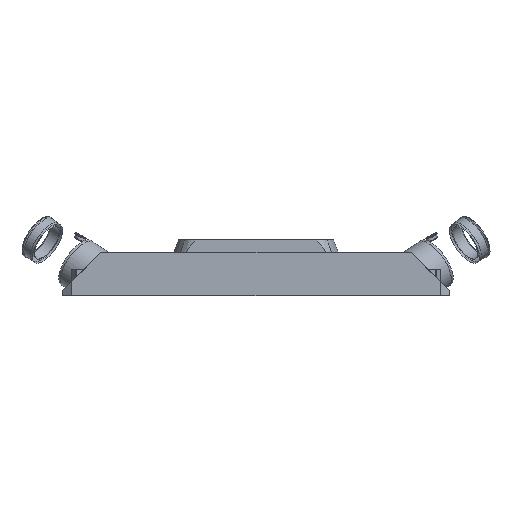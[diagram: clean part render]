
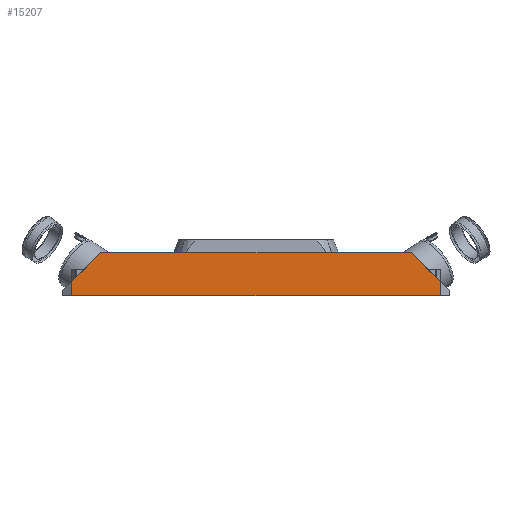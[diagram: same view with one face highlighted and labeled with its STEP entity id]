
A CAD part, front view. The second image highlights one B-rep face of the part: STEP entity #15207.
In plain terms, the highlighted planar face has unit normal (0, -1, 0).
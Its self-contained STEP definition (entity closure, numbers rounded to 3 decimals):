
#646=PLANE('',#16122);
#1489=LINE('',#19489,#2733);
#1512=LINE('',#19565,#2756);
#2087=LINE('',#22798,#3331);
#2088=LINE('',#22802,#3332);
#2193=LINE('',#24227,#3437);
#2709=LINE('',#33270,#3953);
#2714=LINE('',#33339,#3958);
#2723=LINE('',#33913,#3967);
#2733=VECTOR('',#16220,10.);
#2756=VECTOR('',#16267,10.);
#3331=VECTOR('',#17736,10.);
#3332=VECTOR('',#17743,10.);
#3437=VECTOR('',#17990,10.);
#3953=VECTOR('',#19092,10.);
#3958=VECTOR('',#19103,10.);
#3967=VECTOR('',#19152,10.);
#4877=FACE_OUTER_BOUND('',#5723,.T.);
#5723=EDGE_LOOP('',(#14343,#14344,#14345,#14346,#14347,#14348,#14349,#14350));
#6074=VERTEX_POINT('',#19486);
#6075=VERTEX_POINT('',#19488);
#6107=VERTEX_POINT('',#19562);
#6108=VERTEX_POINT('',#19564);
#6747=VERTEX_POINT('',#22419);
#6749=VERTEX_POINT('',#22478);
#6870=VERTEX_POINT('',#24224);
#6871=VERTEX_POINT('',#24226);
#7584=EDGE_CURVE('',#6075,#6074,#1489,.T.);
#7619=EDGE_CURVE('',#6107,#6108,#1512,.T.);
#8544=EDGE_CURVE('',#6747,#6749,#2087,.T.);
#8546=EDGE_CURVE('',#6074,#6747,#2088,.T.);
#8702=EDGE_CURVE('',#6870,#6871,#2193,.F.);
#9783=EDGE_CURVE('',#6749,#6108,#2709,.T.);
#9789=EDGE_CURVE('',#6871,#6107,#2714,.T.);
#9814=EDGE_CURVE('',#6870,#6075,#2723,.T.);
#14343=ORIENTED_EDGE('',*,*,#8546,.T.);
#14344=ORIENTED_EDGE('',*,*,#8544,.T.);
#14345=ORIENTED_EDGE('',*,*,#9783,.T.);
#14346=ORIENTED_EDGE('',*,*,#7619,.F.);
#14347=ORIENTED_EDGE('',*,*,#9789,.F.);
#14348=ORIENTED_EDGE('',*,*,#8702,.F.);
#14349=ORIENTED_EDGE('',*,*,#9814,.T.);
#14350=ORIENTED_EDGE('',*,*,#7584,.T.);
#15207=ADVANCED_FACE('',(#4877),#646,.T.);
#16122=AXIS2_PLACEMENT_3D('',#33914,#19153,#19154);
#16220=DIRECTION('',(-0.707,0.,0.707));
#16267=DIRECTION('',(0.707,0.,0.707));
#17736=DIRECTION('',(-1.,0.,0.));
#17743=DIRECTION('',(-1.,0.,0.));
#17990=DIRECTION('',(1.,0.,0.));
#19092=DIRECTION('',(-1.,0.,0.));
#19103=DIRECTION('',(0.,0.,1.));
#19152=DIRECTION('',(0.,0.,1.));
#19153=DIRECTION('center_axis',(0.,-1.,0.));
#19154=DIRECTION('ref_axis',(1.,0.,0.));
#19486=CARTESIAN_POINT('',(58.023,83.667,17.));
#19488=CARTESIAN_POINT('',(69.434,83.667,5.589));
#19489=CARTESIAN_POINT('',(48.916,83.667,26.107));
#19562=CARTESIAN_POINT('',(-76.264,83.667,5.589));
#19564=CARTESIAN_POINT('',(-64.853,83.667,17.));
#19565=CARTESIAN_POINT('',(-55.746,83.667,26.107));
#22419=CARTESIAN_POINT('',(24.396,83.667,17.));
#22478=CARTESIAN_POINT('',(-31.226,83.667,17.));
#22798=CARTESIAN_POINT('',(-40.433,83.667,17.));
#22802=CARTESIAN_POINT('',(-40.433,83.667,17.));
#24224=CARTESIAN_POINT('',(69.434,83.667,0.));
#24226=CARTESIAN_POINT('',(-76.264,83.667,0.));
#24227=CARTESIAN_POINT('',(33.603,83.667,0.));
#33270=CARTESIAN_POINT('',(-40.433,83.667,17.));
#33339=CARTESIAN_POINT('',(-76.264,83.667,5.091));
#33913=CARTESIAN_POINT('',(69.434,83.667,5.091));
#33914=CARTESIAN_POINT('Origin',(70.534,83.667,2.));
